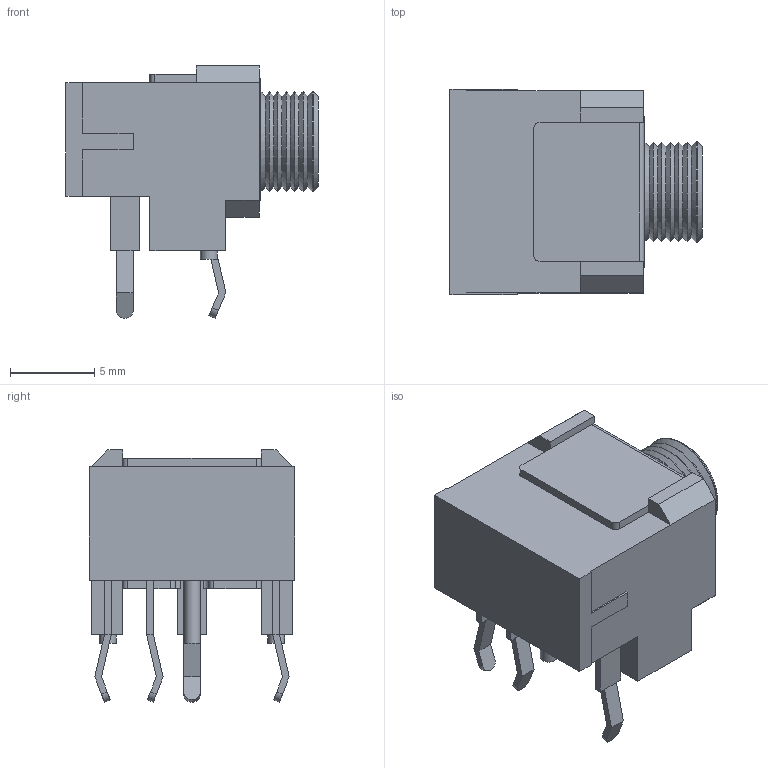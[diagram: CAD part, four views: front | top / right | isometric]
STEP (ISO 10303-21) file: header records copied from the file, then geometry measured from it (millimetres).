
FILE_DESCRIPTION(/* description */ (''),/* implementation_level */ '2;1');
FILE_NAME(/* name */ 'CUI_SJ1-3544 v1.step',/* time_stamp */ '2018-11-17T13:07:37-05:00',/* author */ ('vogel.sohei'),/* organization */ (''),/* preprocessor_version */ 'ST-DEVELOPER v17.2',/* originating_system */ 'Autodesk Translation Framework v7.6.0.251',/* authorisation */ '');
FILE_SCHEMA (('AUTOMOTIVE_DESIGN { 1 0 10303 214 3 1 1 }'));
Length unit declared in the file: millimetre
Products named in the file (1): CUI_SJ1-3544
Bounding box: 15 x 12.2 x 15 mm (x, y, z)
Volume: 1129.1 mm3; surface area: 970.4 mm2
Topology: 3 solids, 3 shells, 199 faces, 523 edges, 340 vertices
Faces by surface type: plane 150, cylinder 35, cone 14
Full cylindrical faces by diameter (mm): 1 x3, 3.6 x1, 6 x1
Entity records: 6108 total; most frequent: CARTESIAN_POINT 1063, ORIENTED_EDGE 1046, DIRECTION 1031, EDGE_CURVE 523, LINE 415, VECTOR 415, VERTEX_POINT 340, AXIS2_PLACEMENT_3D 308
